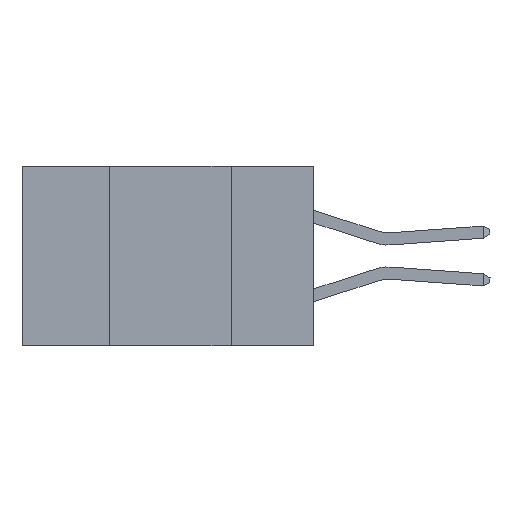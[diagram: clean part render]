
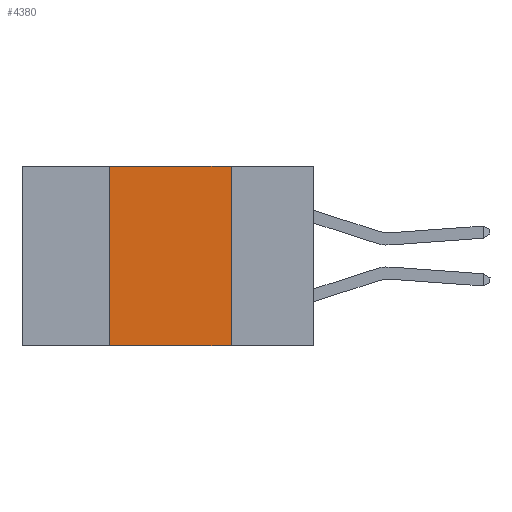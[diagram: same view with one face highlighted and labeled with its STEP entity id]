
A CAD part, left-side view. The second image highlights one B-rep face of the part: STEP entity #4380.
In plain terms, the highlighted planar face has unit normal (-1, 0, 0).
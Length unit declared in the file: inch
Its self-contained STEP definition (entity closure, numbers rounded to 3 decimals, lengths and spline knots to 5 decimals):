
#434 = EDGE_LOOP ( 'NONE', ( #8172, #4769, #6592, #4974 ) ) ;
#696 = CARTESIAN_POINT ( 'NONE',  ( 0., 0.17, 0. ) ) ;
#774 = EDGE_CURVE ( 'NONE', #6410, #6642, #4338, .T. ) ;
#940 = DIRECTION ( 'NONE',  ( 1., 0., 0. ) ) ;
#1001 = CARTESIAN_POINT ( 'NONE',  ( 0., 0.42, 0. ) ) ;
#1064 = DIRECTION ( 'NONE',  ( 0., 0., -1. ) ) ;
#1161 = VERTEX_POINT ( 'NONE', #9011 ) ;
#1253 = CARTESIAN_POINT ( 'NONE',  ( 0., 0.6, -0.37 ) ) ;
#2119 = VECTOR ( 'NONE', #8205, 39.37008 ) ;
#2498 = VECTOR ( 'NONE', #5366, 39.37008 ) ;
#2546 = VECTOR ( 'NONE', #3628, 39.37008 ) ;
#2774 = FACE_OUTER_BOUND ( 'NONE', #434, .T. ) ;
#3628 = DIRECTION ( 'NONE',  ( 0., 0., -1. ) ) ;
#3804 = CARTESIAN_POINT ( 'NONE',  ( 0., 0.6, 0. ) ) ;
#3979 = EDGE_CURVE ( 'NONE', #6642, #5583, #4384, .T. ) ;
#3988 = LINE ( 'NONE', #1253, #2119 ) ;
#4196 = DIRECTION ( 'NONE',  ( 0., 0., 1. ) ) ;
#4338 = LINE ( 'NONE', #5055, #2498 ) ;
#4380 = ADVANCED_FACE ( 'NONE', ( #2774 ), #5793, .F. ) ;
#4384 = LINE ( 'NONE', #696, #2546 ) ;
#4769 = ORIENTED_EDGE ( 'NONE', *, *, #774, .F. ) ;
#4809 = CARTESIAN_POINT ( 'NONE',  ( 0., 0.17, 0. ) ) ;
#4909 = EDGE_CURVE ( 'NONE', #1161, #6410, #8896, .T. ) ;
#4974 = ORIENTED_EDGE ( 'NONE', *, *, #8101, .T. ) ;
#5055 = CARTESIAN_POINT ( 'NONE',  ( 0., 0.6, 0. ) ) ;
#5332 = VECTOR ( 'NONE', #4196, 39.37008 ) ;
#5366 = DIRECTION ( 'NONE',  ( 0., -1., 0. ) ) ;
#5583 = VERTEX_POINT ( 'NONE', #7110 ) ;
#5793 = PLANE ( 'NONE',  #8445 ) ;
#6410 = VERTEX_POINT ( 'NONE', #1001 ) ;
#6592 = ORIENTED_EDGE ( 'NONE', *, *, #4909, .F. ) ;
#6642 = VERTEX_POINT ( 'NONE', #4809 ) ;
#7110 = CARTESIAN_POINT ( 'NONE',  ( 0., 0.17, -0.37 ) ) ;
#7185 = CARTESIAN_POINT ( 'NONE',  ( 0., 0.42, 0. ) ) ;
#8101 = EDGE_CURVE ( 'NONE', #1161, #5583, #3988, .T. ) ;
#8172 = ORIENTED_EDGE ( 'NONE', *, *, #3979, .F. ) ;
#8205 = DIRECTION ( 'NONE',  ( 0., -1., 0. ) ) ;
#8445 = AXIS2_PLACEMENT_3D ( 'NONE', #3804, #940, #1064 ) ;
#8896 = LINE ( 'NONE', #7185, #5332 ) ;
#9011 = CARTESIAN_POINT ( 'NONE',  ( 0., 0.42, -0.37 ) ) ;
